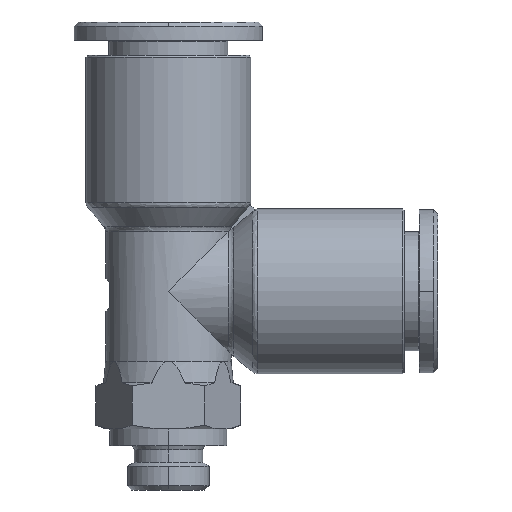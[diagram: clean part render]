
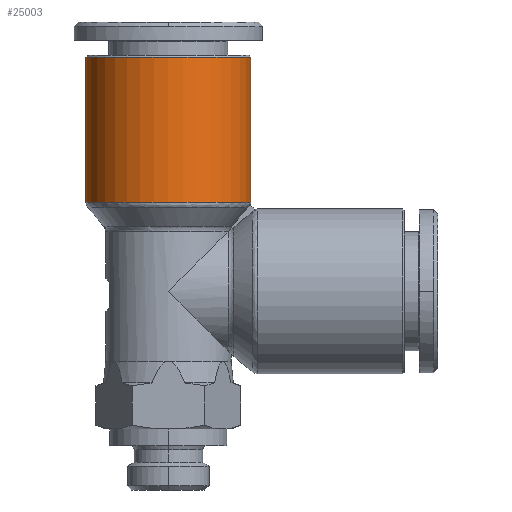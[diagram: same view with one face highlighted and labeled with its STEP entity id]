
A CAD part, front view. The second image highlights one B-rep face of the part: STEP entity #25003.
In plain terms, the highlighted cylindrical face has radius 9.85 mm (diameter 19.7 mm), a partial arc.
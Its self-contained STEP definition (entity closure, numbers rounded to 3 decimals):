
#1098 = EDGE_LOOP ( 'NONE', ( #10310, #12096, #9636, #10636, #15530 ) ) ;
#2505 = CIRCLE ( 'NONE', #4165, 9.85 ) ;
#3347 = VECTOR ( 'NONE', #27493, 1000. ) ;
#4165 = AXIS2_PLACEMENT_3D ( 'NONE', #15156, #6953, #26023 ) ;
#4465 = DIRECTION ( 'NONE',  ( 1., 0., 0. ) ) ;
#4508 = CARTESIAN_POINT ( 'NONE',  ( -3.078, 0., 10.664 ) ) ;
#4938 = VERTEX_POINT ( 'NONE', #15341 ) ;
#5728 = DIRECTION ( 'NONE',  ( 0., 0., 1. ) ) ;
#6332 = VERTEX_POINT ( 'NONE', #21541 ) ;
#6602 = DIRECTION ( 'NONE',  ( 0., 0., -1. ) ) ;
#6953 = DIRECTION ( 'NONE',  ( 0., 0., 1. ) ) ;
#6997 = AXIS2_PLACEMENT_3D ( 'NONE', #8377, #6602, #4465 ) ;
#8377 = CARTESIAN_POINT ( 'NONE',  ( -12.928, 0., 28. ) ) ;
#9133 = EDGE_CURVE ( 'NONE', #6332, #4938, #15989, .T. ) ;
#9636 = ORIENTED_EDGE ( 'NONE', *, *, #20054, .T. ) ;
#9671 = LINE ( 'NONE', #27398, #3347 ) ;
#9841 = CARTESIAN_POINT ( 'NONE',  ( -12.928, 0., 18.3 ) ) ;
#10310 = ORIENTED_EDGE ( 'NONE', *, *, #10696, .F. ) ;
#10511 = DIRECTION ( 'NONE',  ( 1., 0., 0. ) ) ;
#10636 = ORIENTED_EDGE ( 'NONE', *, *, #17307, .T. ) ;
#10696 = EDGE_CURVE ( 'NONE', #27188, #4938, #19425, .T. ) ;
#11843 = CARTESIAN_POINT ( 'NONE',  ( -3.078, 0., 28. ) ) ;
#12096 = ORIENTED_EDGE ( 'NONE', *, *, #17474, .T. ) ;
#13391 = VECTOR ( 'NONE', #5728, 1000. ) ;
#13877 = DIRECTION ( 'NONE',  ( 0., 0., -1. ) ) ;
#14110 = AXIS2_PLACEMENT_3D ( 'NONE', #9841, #24696, #10511 ) ;
#14575 = CYLINDRICAL_SURFACE ( 'NONE', #14110, 9.85 ) ;
#15156 = CARTESIAN_POINT ( 'NONE',  ( -12.928, 0., 10.664 ) ) ;
#15341 = CARTESIAN_POINT ( 'NONE',  ( -22.778, 0., 28. ) ) ;
#15530 = ORIENTED_EDGE ( 'NONE', *, *, #9133, .T. ) ;
#15848 = DIRECTION ( 'NONE',  ( 1., 0., 0. ) ) ;
#15989 = CIRCLE ( 'NONE', #21351, 9.85 ) ;
#17307 = EDGE_CURVE ( 'NONE', #21673, #6332, #27316, .T. ) ;
#17474 = EDGE_CURVE ( 'NONE', #27188, #25601, #2505, .T. ) ;
#18179 = CARTESIAN_POINT ( 'NONE',  ( -12.928, 0., 28. ) ) ;
#18292 = CARTESIAN_POINT ( 'NONE',  ( -22.778, 0., 10.664 ) ) ;
#18860 = CARTESIAN_POINT ( 'NONE',  ( -22.778, 0., 18.3 ) ) ;
#18952 = FACE_OUTER_BOUND ( 'NONE', #1098, .T. ) ;
#19425 = LINE ( 'NONE', #18860, #13391 ) ;
#20054 = EDGE_CURVE ( 'NONE', #25601, #21673, #9671, .T. ) ;
#21351 = AXIS2_PLACEMENT_3D ( 'NONE', #18179, #13877, #15848 ) ;
#21541 = CARTESIAN_POINT ( 'NONE',  ( -12.928, -9.85, 28. ) ) ;
#21673 = VERTEX_POINT ( 'NONE', #11843 ) ;
#24696 = DIRECTION ( 'NONE',  ( 0., 0., 1. ) ) ;
#25003 = ADVANCED_FACE ( 'NONE', ( #18952 ), #14575, .T. ) ;
#25601 = VERTEX_POINT ( 'NONE', #4508 ) ;
#26023 = DIRECTION ( 'NONE',  ( 1., 0., 0. ) ) ;
#27188 = VERTEX_POINT ( 'NONE', #18292 ) ;
#27316 = CIRCLE ( 'NONE', #6997, 9.85 ) ;
#27398 = CARTESIAN_POINT ( 'NONE',  ( -3.078, 0., 18.3 ) ) ;
#27493 = DIRECTION ( 'NONE',  ( 0., 0., 1. ) ) ;
